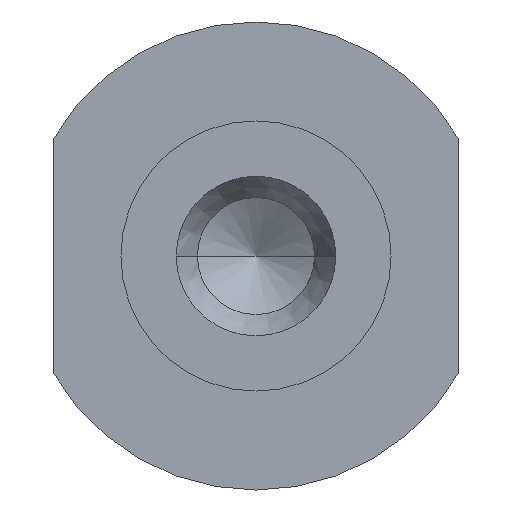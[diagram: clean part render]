
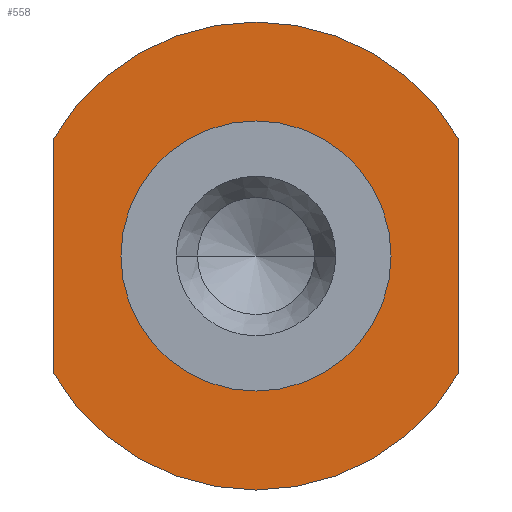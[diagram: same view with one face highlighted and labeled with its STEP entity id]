
A CAD part, front view. The second image highlights one B-rep face of the part: STEP entity #558.
In plain terms, the highlighted planar face has unit normal (0, -1, 0).
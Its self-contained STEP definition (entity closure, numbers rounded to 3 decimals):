
#1=CARTESIAN_POINT('',(0.,22.5,0.));
#2=DIRECTION('',(0.,1.,0.));
#3=DIRECTION('',(0.864,0.,-0.504));
#4=AXIS2_PLACEMENT_3D('',#1,#2,#3);
#6=CARTESIAN_POINT('',(0.,22.5,0.));
#7=DIRECTION('',(0.,1.,0.));
#8=DIRECTION('',(-0.864,0.,0.504));
#9=AXIS2_PLACEMENT_3D('',#6,#7,#8);
#11=CARTESIAN_POINT('',(0.,22.5,0.));
#12=DIRECTION('',(0.,-1.,0.));
#13=DIRECTION('',(-1.,0.,0.));
#14=AXIS2_PLACEMENT_3D('',#11,#12,#13);
#16=CARTESIAN_POINT('',(0.,22.5,0.));
#17=DIRECTION('',(0.,-1.,0.));
#18=DIRECTION('',(1.,0.,0.));
#19=AXIS2_PLACEMENT_3D('',#16,#17,#18);
#21=DIRECTION('',(0.,0.,1.));
#22=VECTOR('',#21,11.091);
#23=CARTESIAN_POINT('',(9.5,22.5,-5.545));
#24=LINE('',#23,#22);
#43=DIRECTION('',(0.,0.,-1.));
#44=VECTOR('',#43,11.091);
#45=CARTESIAN_POINT('',(-9.5,22.5,5.545));
#46=LINE('',#45,#44);
#441=CARTESIAN_POINT('',(-4.75,22.5,0.));
#442=CARTESIAN_POINT('',(4.75,22.5,0.));
#443=VERTEX_POINT('',#441);
#444=VERTEX_POINT('',#442);
#445=CARTESIAN_POINT('',(9.5,22.5,-5.545));
#446=CARTESIAN_POINT('',(9.5,22.5,5.545));
#447=VERTEX_POINT('',#445);
#448=VERTEX_POINT('',#446);
#449=CARTESIAN_POINT('',(-9.5,22.5,5.545));
#450=CARTESIAN_POINT('',(-9.5,22.5,-5.545));
#451=VERTEX_POINT('',#449);
#452=VERTEX_POINT('',#450);
#537=CARTESIAN_POINT('',(0.,22.5,0.));
#538=DIRECTION('',(0.,1.,0.));
#539=DIRECTION('',(-1.,0.,0.));
#540=AXIS2_PLACEMENT_3D('',#537,#538,#539);
#541=PLANE('',#540);
#543=ORIENTED_EDGE('',*,*,#542,.F.);
#545=ORIENTED_EDGE('',*,*,#544,.T.);
#547=ORIENTED_EDGE('',*,*,#546,.F.);
#549=ORIENTED_EDGE('',*,*,#548,.T.);
#550=EDGE_LOOP('',(#543,#545,#547,#549));
#551=FACE_OUTER_BOUND('',#550,.F.);
#553=ORIENTED_EDGE('',*,*,#552,.T.);
#555=ORIENTED_EDGE('',*,*,#554,.T.);
#556=EDGE_LOOP('',(#553,#555));
#557=FACE_BOUND('',#556,.F.);
#558=ADVANCED_FACE('',(#551,#557),#541,.F.);
#5=CIRCLE('',#4,11.);
#10=CIRCLE('',#9,11.);
#15=CIRCLE('',#14,4.75);
#20=CIRCLE('',#19,4.75);
#542=EDGE_CURVE('',#447,#448,#24,.T.);
#544=EDGE_CURVE('',#447,#452,#5,.T.);
#546=EDGE_CURVE('',#451,#452,#46,.T.);
#548=EDGE_CURVE('',#451,#448,#10,.T.);
#552=EDGE_CURVE('',#443,#444,#15,.T.);
#554=EDGE_CURVE('',#444,#443,#20,.T.);
